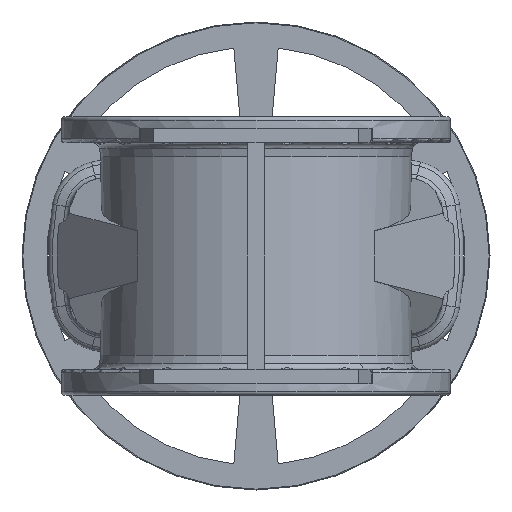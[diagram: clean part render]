
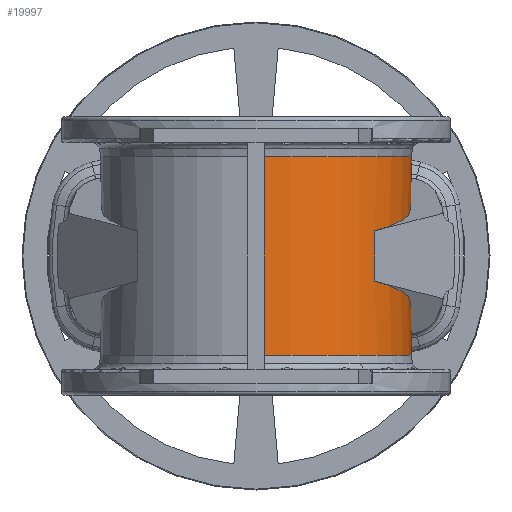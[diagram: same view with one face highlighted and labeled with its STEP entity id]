
A CAD part, front view. The second image highlights one B-rep face of the part: STEP entity #19997.
In plain terms, the highlighted cylindrical face has radius 212 mm (diameter 424 mm), a partial arc.
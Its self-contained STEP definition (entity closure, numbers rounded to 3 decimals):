
#2380 = CIRCLE ( 'NONE', #6980, 212. ) ;
#2430 = CIRCLE ( 'NONE', #7013, 212. ) ;
#2627 = LINE ( 'NONE', #10152, #2637 ) ;
#2633 = LINE ( 'NONE', #10134, #2635 ) ;
#2634 = CIRCLE ( 'NONE', #7114, 212. ) ;
#2635 = VECTOR ( 'NONE', #10135, 1000. ) ;
#2636 = LINE ( 'NONE', #10139, #2638 ) ;
#2637 = VECTOR ( 'NONE', #10153, 1000. ) ;
#2638 = VECTOR ( 'NONE', #10140, 1000. ) ;
#2640 = LINE ( 'NONE', #10154, #2642 ) ;
#2641 = CIRCLE ( 'NONE', #7115, 212. ) ;
#2642 = VECTOR ( 'NONE', #10155, 1000. ) ;
#2942 = FACE_OUTER_BOUND ( 'NONE', #9115, .T. ) ;
#2944 = CYLINDRICAL_SURFACE ( 'NONE', #7226, 212. ) ;
#6980 = AXIS2_PLACEMENT_3D ( 'NONE', #7402, #7403, #7404 ) ;
#7013 = AXIS2_PLACEMENT_3D ( 'NONE', #7713, #7714, #7715 ) ;
#7114 = AXIS2_PLACEMENT_3D ( 'NONE', #10146, #10147, #10148 ) ;
#7115 = AXIS2_PLACEMENT_3D ( 'NONE', #10159, #10160, #10161 ) ;
#7226 = AXIS2_PLACEMENT_3D ( 'NONE', #11718, #11715, #11714 ) ;
#7402 = CARTESIAN_POINT ( 'NONE',  ( 0., 0., -135.5 ) ) ;
#7403 = DIRECTION ( 'NONE',  ( 0., 0., 1. ) ) ;
#7404 = DIRECTION ( 'NONE',  ( 1., 0., 0. ) ) ;
#7713 = CARTESIAN_POINT ( 'NONE',  ( 0., 0., 135.5 ) ) ;
#7714 = DIRECTION ( 'NONE',  ( 0., 0., 1. ) ) ;
#7715 = DIRECTION ( 'NONE',  ( 1., 0., 0. ) ) ;
#8032 = CARTESIAN_POINT ( 'NONE',  ( 291.331, 17.382, 67.675 ) ) ;
#8033 = CARTESIAN_POINT ( 'NONE',  ( 211.309, 201.307, 108.951 ) ) ;
#8037 = CARTESIAN_POINT ( 'NONE',  ( 162.401, -136.271, 34.418 ) ) ;
#8038 = CARTESIAN_POINT ( 'NONE',  ( 11., 211.714, 112.512 ) ) ;
#9115 = EDGE_LOOP ( 'NONE', ( #22910, #22912, #22915, #22916, #22918, #22920, #22921, #22923, #22926, #22927 ) ) ;
#10134 = CARTESIAN_POINT ( 'NONE',  ( 11., -211.714, 190.5 ) ) ;
#10135 = DIRECTION ( 'NONE',  ( 0., 0., 1. ) ) ;
#10139 = CARTESIAN_POINT ( 'NONE',  ( 11., 211.714, -190.5 ) ) ;
#10140 = DIRECTION ( 'NONE',  ( 0., 0., 1. ) ) ;
#10144 = CARTESIAN_POINT ( 'NONE',  ( 291.331, 17.382, -67.675 ) ) ;
#10145 = CARTESIAN_POINT ( 'NONE',  ( 211.309, 201.307, -108.951 ) ) ;
#10146 = CARTESIAN_POINT ( 'NONE',  ( 0., 0., -135.5 ) ) ;
#10147 = DIRECTION ( 'NONE',  ( 0., 0., 1. ) ) ;
#10148 = DIRECTION ( 'NONE',  ( 1., 0., 0. ) ) ;
#10150 = CARTESIAN_POINT ( 'NONE',  ( 162.401, -136.271, -34.418 ) ) ;
#10151 = CARTESIAN_POINT ( 'NONE',  ( 11., 211.714, -112.512 ) ) ;
#10152 = CARTESIAN_POINT ( 'NONE',  ( 162.401, -136.271, 190.5 ) ) ;
#10153 = DIRECTION ( 'NONE',  ( 0., 0., -1. ) ) ;
#10154 = CARTESIAN_POINT ( 'NONE',  ( 11., 211.714, 190.5 ) ) ;
#10155 = DIRECTION ( 'NONE',  ( 0., 0., -1. ) ) ;
#10159 = CARTESIAN_POINT ( 'NONE',  ( 0., 0., 135.5 ) ) ;
#10160 = DIRECTION ( 'NONE',  ( 0., 0., 1. ) ) ;
#10161 = DIRECTION ( 'NONE',  ( 1., 0., 0. ) ) ;
#11714 = DIRECTION ( 'NONE',  ( -1., 0., 0. ) ) ;
#11715 = DIRECTION ( 'NONE',  ( 0., 0., -1. ) ) ;
#11718 = CARTESIAN_POINT ( 'NONE',  ( 0., 0., 190.5 ) ) ;
#13453 = CARTESIAN_POINT ( 'NONE',  ( 11., 211.714, -135.5 ) ) ;
#13461 = CARTESIAN_POINT ( 'NONE',  ( 212., 0., -135.5 ) ) ;
#13500 = CARTESIAN_POINT ( 'NONE',  ( 212., 0., 135.5 ) ) ;
#13503 = CARTESIAN_POINT ( 'NONE',  ( 11., -211.714, 135.5 ) ) ;
#13547 = CARTESIAN_POINT ( 'NONE',  ( 11., 211.714, 112.512 ) ) ;
#13552 = CARTESIAN_POINT ( 'NONE',  ( 162.401, -136.271, 34.418 ) ) ;
#13668 = CARTESIAN_POINT ( 'NONE',  ( 11., 211.714, 135.5 ) ) ;
#13673 = CARTESIAN_POINT ( 'NONE',  ( 11., 211.714, -112.512 ) ) ;
#13674 = CARTESIAN_POINT ( 'NONE',  ( 11., -211.714, -135.5 ) ) ;
#13675 = CARTESIAN_POINT ( 'NONE',  ( 162.401, -136.271, -34.418 ) ) ;
#16350 =( BOUNDED_CURVE ( )  B_SPLINE_CURVE ( 3, ( #8037, #8032, #8033, #8038 ),
 .UNSPECIFIED., .F., .F. ) 
 B_SPLINE_CURVE_WITH_KNOTS ( ( 4, 4 ),
 ( 0.844, 3.061 ),
 .UNSPECIFIED. ) 
 CURVE ( )  GEOMETRIC_REPRESENTATION_ITEM ( )  RATIONAL_B_SPLINE_CURVE ( ( 1., 0.631, 0.631, 1. ) ) 
 REPRESENTATION_ITEM ( '' )  );
#16419 =( BOUNDED_CURVE ( )  B_SPLINE_CURVE ( 3, ( #10150, #10144, #10145, #10151 ),
 .UNSPECIFIED., .F., .F. ) 
 B_SPLINE_CURVE_WITH_KNOTS ( ( 4, 4 ),
 ( 0.844, 3.061 ),
 .UNSPECIFIED. ) 
 CURVE ( )  GEOMETRIC_REPRESENTATION_ITEM ( )  RATIONAL_B_SPLINE_CURVE ( ( 1., 0.631, 0.631, 1. ) ) 
 REPRESENTATION_ITEM ( '' )  );
#18292 = EDGE_CURVE ( 'NONE', #23998, #23983, #2380, .T. ) ;
#18346 = EDGE_CURVE ( 'NONE', #24078, #24072, #2430, .T. ) ;
#18426 = EDGE_CURVE ( 'NONE', #24171, #24162, #16350, .T. ) ;
#18578 = EDGE_CURVE ( 'NONE', #24404, #24078, #2633, .T. ) ;
#18579 = EDGE_CURVE ( 'NONE', #24404, #23998, #2634, .T. ) ;
#18580 = EDGE_CURVE ( 'NONE', #23983, #24402, #2636, .T. ) ;
#18581 = EDGE_CURVE ( 'NONE', #24406, #24402, #16419, .T. ) ;
#18582 = EDGE_CURVE ( 'NONE', #24171, #24406, #2627, .T. ) ;
#18583 = EDGE_CURVE ( 'NONE', #24392, #24162, #2640, .T. ) ;
#18584 = EDGE_CURVE ( 'NONE', #24072, #24392, #2641, .T. ) ;
#19997 = ADVANCED_FACE ( 'NONE', ( #2942 ), #2944, .T. ) ;
#22910 = ORIENTED_EDGE ( 'NONE', *, *, #18578, .F. ) ;
#22912 = ORIENTED_EDGE ( 'NONE', *, *, #18579, .T. ) ;
#22915 = ORIENTED_EDGE ( 'NONE', *, *, #18292, .T. ) ;
#22916 = ORIENTED_EDGE ( 'NONE', *, *, #18580, .T. ) ;
#22918 = ORIENTED_EDGE ( 'NONE', *, *, #18581, .F. ) ;
#22920 = ORIENTED_EDGE ( 'NONE', *, *, #18582, .F. ) ;
#22921 = ORIENTED_EDGE ( 'NONE', *, *, #18426, .T. ) ;
#22923 = ORIENTED_EDGE ( 'NONE', *, *, #18583, .F. ) ;
#22926 = ORIENTED_EDGE ( 'NONE', *, *, #18584, .F. ) ;
#22927 = ORIENTED_EDGE ( 'NONE', *, *, #18346, .F. ) ;
#23983 = VERTEX_POINT ( 'NONE', #13453 ) ;
#23998 = VERTEX_POINT ( 'NONE', #13461 ) ;
#24072 = VERTEX_POINT ( 'NONE', #13500 ) ;
#24078 = VERTEX_POINT ( 'NONE', #13503 ) ;
#24162 = VERTEX_POINT ( 'NONE', #13547 ) ;
#24171 = VERTEX_POINT ( 'NONE', #13552 ) ;
#24392 = VERTEX_POINT ( 'NONE', #13668 ) ;
#24402 = VERTEX_POINT ( 'NONE', #13673 ) ;
#24404 = VERTEX_POINT ( 'NONE', #13674 ) ;
#24406 = VERTEX_POINT ( 'NONE', #13675 ) ;
